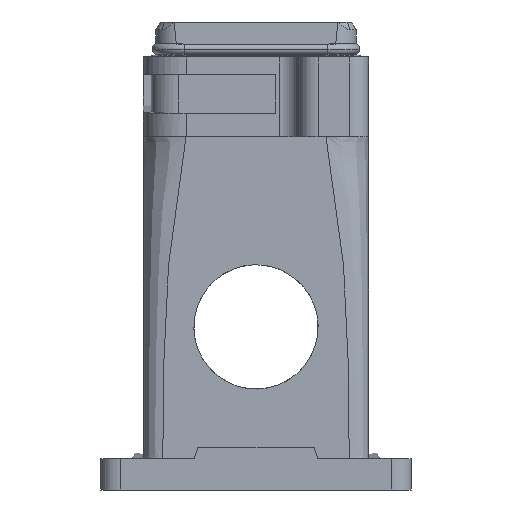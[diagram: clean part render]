
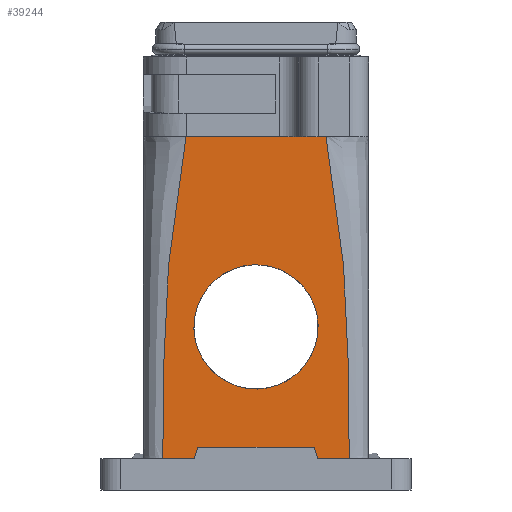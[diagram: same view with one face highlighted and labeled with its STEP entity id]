
A CAD part, front view. The second image highlights one B-rep face of the part: STEP entity #39244.
In plain terms, the highlighted planar face has unit normal (0, -1, 0).
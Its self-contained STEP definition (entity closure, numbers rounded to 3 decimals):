
#2502=AXIS2_PLACEMENT_3D('Circle Axis2P3D',#2500,#2501,$) ;
#2954=AXIS2_PLACEMENT_3D('Circle Axis2P3D',#2952,#2953,$) ;
#39193=AXIS2_PLACEMENT_3D('Plane Axis2P3D',#39190,#39191,#39192) ;
#1985=CARTESIAN_POINT('Vertex',(64.,30.,8.)) ;
#1988=CARTESIAN_POINT('Line Origine',(59.969,30.,8.)) ;
#1992=CARTESIAN_POINT('Vertex',(55.938,30.,8.)) ;
#2210=CARTESIAN_POINT('Vertex',(24.063,30.,8.)) ;
#2213=CARTESIAN_POINT('Line Origine',(20.031,30.,8.)) ;
#2217=CARTESIAN_POINT('Vertex',(16.,30.,8.)) ;
#2497=CARTESIAN_POINT('Vertex',(25.959,30.,49.671)) ;
#2500=CARTESIAN_POINT('Axis2P3D Location',(40.,30.,42.)) ;
#2504=CARTESIAN_POINT('Vertex',(54.041,30.,34.329)) ;
#2765=CARTESIAN_POINT('Line Origine',(24.531,30.,9.5)) ;
#2769=CARTESIAN_POINT('Vertex',(25.,30.,11.)) ;
#2952=CARTESIAN_POINT('Axis2P3D Location',(40.,30.,42.)) ;
#3064=CARTESIAN_POINT('Line Origine',(40.,30.,11.)) ;
#3068=CARTESIAN_POINT('Vertex',(55.,30.,11.)) ;
#14363=CARTESIAN_POINT('Vertex',(22.,30.,91.)) ;
#14368=CARTESIAN_POINT('Line Origine',(40.,30.,91.)) ;
#14372=CARTESIAN_POINT('Vertex',(58.,30.,91.)) ;
#39059=CARTESIAN_POINT('Control Point',(22.,30.,91.)) ;
#39060=CARTESIAN_POINT('Control Point',(22.,30.,90.714)) ;
#39061=CARTESIAN_POINT('Control Point',(22.,30.,90.438)) ;
#39062=CARTESIAN_POINT('Control Point',(21.999,30.,90.182)) ;
#39063=CARTESIAN_POINT('Control Point',(21.995,30.,89.571)) ;
#39064=CARTESIAN_POINT('Control Point',(21.982,30.,88.96)) ;
#39065=CARTESIAN_POINT('Control Point',(21.972,30.,88.638)) ;
#39066=CARTESIAN_POINT('Control Point',(21.889,30.,86.691)) ;
#39067=CARTESIAN_POINT('Control Point',(21.662,30.,84.749)) ;
#39068=CARTESIAN_POINT('Control Point',(21.331,30.,83.131)) ;
#39069=CARTESIAN_POINT('Control Point',(20.696,30.,80.515)) ;
#39070=CARTESIAN_POINT('Control Point',(20.049,30.,77.9)) ;
#39071=CARTESIAN_POINT('Control Point',(19.809,30.,76.874)) ;
#39072=CARTESIAN_POINT('Control Point',(19.525,30.,75.505)) ;
#39073=CARTESIAN_POINT('Control Point',(19.285,30.,74.131)) ;
#39074=CARTESIAN_POINT('Control Point',(19.228,30.,73.787)) ;
#39075=CARTESIAN_POINT('Control Point',(19.12,30.,73.107)) ;
#39076=CARTESIAN_POINT('Control Point',(19.02,30.,72.427)) ;
#39077=CARTESIAN_POINT('Control Point',(18.965,30.,72.045)) ;
#39078=CARTESIAN_POINT('Control Point',(17.978,30.,65.049)) ;
#39079=CARTESIAN_POINT('Control Point',(17.402,30.,58.016)) ;
#39080=CARTESIAN_POINT('Control Point',(16.985,30.,51.276)) ;
#39081=CARTESIAN_POINT('Control Point',(16.384,30.,38.769)) ;
#39082=CARTESIAN_POINT('Control Point',(16.085,30.,26.256)) ;
#39083=CARTESIAN_POINT('Control Point',(16.006,30.,20.443)) ;
#39084=CARTESIAN_POINT('Control Point',(16.,30.,14.487)) ;
#39085=CARTESIAN_POINT('Control Point',(16.,30.,8.532)) ;
#39086=CARTESIAN_POINT('Control Point',(16.,30.,8.374)) ;
#39087=CARTESIAN_POINT('Control Point',(16.,30.,8.197)) ;
#39088=CARTESIAN_POINT('Control Point',(16.,30.,8.)) ;
#39178=CARTESIAN_POINT('Line Origine',(55.469,30.,9.5)) ;
#39190=CARTESIAN_POINT('Axis2P3D Location',(69.,30.,8.)) ;
#39196=CARTESIAN_POINT('Control Point',(58.,30.,91.)) ;
#39197=CARTESIAN_POINT('Control Point',(58.,30.,90.707)) ;
#39198=CARTESIAN_POINT('Control Point',(58.,30.,90.42)) ;
#39199=CARTESIAN_POINT('Control Point',(58.001,30.,90.157)) ;
#39200=CARTESIAN_POINT('Control Point',(58.006,30.,89.545)) ;
#39201=CARTESIAN_POINT('Control Point',(58.02,30.,88.934)) ;
#39202=CARTESIAN_POINT('Control Point',(58.03,30.,88.618)) ;
#39203=CARTESIAN_POINT('Control Point',(58.086,30.,87.387)) ;
#39204=CARTESIAN_POINT('Control Point',(58.201,30.,86.159)) ;
#39205=CARTESIAN_POINT('Control Point',(58.327,30.,85.25)) ;
#39206=CARTESIAN_POINT('Control Point',(58.608,30.,83.663)) ;
#39207=CARTESIAN_POINT('Control Point',(58.964,30.,82.087)) ;
#39208=CARTESIAN_POINT('Control Point',(59.127,30.,81.412)) ;
#39209=CARTESIAN_POINT('Control Point',(59.551,30.,79.704)) ;
#39210=CARTESIAN_POINT('Control Point',(59.979,30.,77.997)) ;
#39211=CARTESIAN_POINT('Control Point',(60.224,30.,76.959)) ;
#39212=CARTESIAN_POINT('Control Point',(60.509,30.,75.575)) ;
#39213=CARTESIAN_POINT('Control Point',(60.747,30.,74.186)) ;
#39214=CARTESIAN_POINT('Control Point',(60.804,30.,73.841)) ;
#39215=CARTESIAN_POINT('Control Point',(60.911,30.,73.155)) ;
#39216=CARTESIAN_POINT('Control Point',(61.011,30.,72.468)) ;
#39217=CARTESIAN_POINT('Control Point',(61.063,30.,72.099)) ;
#39218=CARTESIAN_POINT('Control Point',(62.042,30.,65.089)) ;
#39219=CARTESIAN_POINT('Control Point',(62.611,30.,58.041)) ;
#39220=CARTESIAN_POINT('Control Point',(63.023,30.,51.293)) ;
#39221=CARTESIAN_POINT('Control Point',(63.618,30.,38.778)) ;
#39222=CARTESIAN_POINT('Control Point',(63.916,30.,26.256)) ;
#39223=CARTESIAN_POINT('Control Point',(63.994,30.,20.443)) ;
#39224=CARTESIAN_POINT('Control Point',(64.,30.,14.488)) ;
#39225=CARTESIAN_POINT('Control Point',(64.,30.,8.532)) ;
#39226=CARTESIAN_POINT('Control Point',(64.,30.,8.374)) ;
#39227=CARTESIAN_POINT('Control Point',(64.,30.,8.197)) ;
#39228=CARTESIAN_POINT('Control Point',(64.,30.,8.)) ;
#1989=DIRECTION('Vector Direction',(-1.,0.,0.)) ;
#2214=DIRECTION('Vector Direction',(-1.,0.,0.)) ;
#2501=DIRECTION('Axis2P3D Direction',(0.,1.,0.)) ;
#2766=DIRECTION('Vector Direction',(0.298,0.,0.954)) ;
#2953=DIRECTION('Axis2P3D Direction',(0.,1.,0.)) ;
#3065=DIRECTION('Vector Direction',(1.,0.,0.)) ;
#14369=DIRECTION('Vector Direction',(-1.,0.,0.)) ;
#39179=DIRECTION('Vector Direction',(-0.298,0.,0.954)) ;
#39191=DIRECTION('Axis2P3D Direction',(0.,1.,0.)) ;
#39192=DIRECTION('Axis2P3D XDirection',(-1.,0.,0.)) ;
#1990=VECTOR('Line Direction',#1989,1.) ;
#2215=VECTOR('Line Direction',#2214,1.) ;
#2767=VECTOR('Line Direction',#2766,1.) ;
#3066=VECTOR('Line Direction',#3065,1.) ;
#14370=VECTOR('Line Direction',#14369,1.) ;
#39180=VECTOR('Line Direction',#39179,1.) ;
#39231=ORIENTED_EDGE('',*,*,#39229,.T.) ;
#39232=ORIENTED_EDGE('',*,*,#14374,.F.) ;
#39233=ORIENTED_EDGE('',*,*,#39089,.F.) ;
#39234=ORIENTED_EDGE('',*,*,#2219,.T.) ;
#39235=ORIENTED_EDGE('',*,*,#2771,.T.) ;
#39236=ORIENTED_EDGE('',*,*,#3070,.T.) ;
#39237=ORIENTED_EDGE('',*,*,#39182,.F.) ;
#39238=ORIENTED_EDGE('',*,*,#1994,.T.) ;
#39241=ORIENTED_EDGE('',*,*,#2956,.T.) ;
#39242=ORIENTED_EDGE('',*,*,#2506,.T.) ;
#39243=FACE_BOUND('',#39240,.T.) ;
#39244=ADVANCED_FACE('Housing',(#39239,#39243),#39194,.F.) ;
#39058=B_SPLINE_CURVE_WITH_KNOTS('',5,(#39059,#39060,#39061,#39062,#39063,#39064,#39065,#39066,#39067,#39068,#39069,#39070,#39071,#39072,#39073,#39074,#39075,#39076,#39077,#39078,#39079,#39080,#39081,#39082,#39083,#39084,#39085,#39086,#39087,#39088),.UNSPECIFIED.,.F.,.U.,(6,3,3,3,3,3,3,3,3,6),(28.754,31.261,34.048,48.131,57.148,60.155,63.082,121.141,171.47,172.719),.UNSPECIFIED.) ;
#39195=B_SPLINE_CURVE_WITH_KNOTS('',5,(#39196,#39197,#39198,#39199,#39200,#39201,#39202,#39203,#39204,#39205,#39206,#39207,#39208,#39209,#39210,#39211,#39212,#39213,#39214,#39215,#39216,#39217,#39218,#39219,#39220,#39221,#39222,#39223,#39224,#39225,#39226,#39227,#39228),.UNSPECIFIED.,.F.,.U.,(6,3,3,3,3,3,3,3,3,3,6),(28.753,31.308,34.048,41.968,47.928,57.056,60.076,63.046,121.177,171.506,172.756),.UNSPECIFIED.) ;
#2503=CIRCLE('generated circle',#2502,16.) ;
#2955=CIRCLE('generated circle',#2954,16.) ;
#1994=EDGE_CURVE('',#1993,#1986,#1991,.F.) ;
#2219=EDGE_CURVE('',#2218,#2211,#2216,.F.) ;
#2506=EDGE_CURVE('',#2505,#2498,#2503,.T.) ;
#2771=EDGE_CURVE('',#2211,#2770,#2768,.T.) ;
#2956=EDGE_CURVE('',#2498,#2505,#2955,.T.) ;
#3070=EDGE_CURVE('',#2770,#3069,#3067,.T.) ;
#14374=EDGE_CURVE('',#14364,#14373,#14371,.F.) ;
#39089=EDGE_CURVE('',#2218,#14364,#39058,.F.) ;
#39182=EDGE_CURVE('',#1993,#3069,#39181,.T.) ;
#39229=EDGE_CURVE('',#1986,#14373,#39195,.F.) ;
#39230=EDGE_LOOP('',(#39231,#39232,#39233,#39234,#39235,#39236,#39237,#39238)) ;
#39240=EDGE_LOOP('',(#39241,#39242)) ;
#39239=FACE_OUTER_BOUND('',#39230,.T.) ;
#1991=LINE('Line',#1988,#1990) ;
#2216=LINE('Line',#2213,#2215) ;
#2768=LINE('Line',#2765,#2767) ;
#3067=LINE('Line',#3064,#3066) ;
#14371=LINE('Line',#14368,#14370) ;
#39181=LINE('Line',#39178,#39180) ;
#39194=PLANE('',#39193) ;
#1986=VERTEX_POINT('',#1985) ;
#1993=VERTEX_POINT('',#1992) ;
#2211=VERTEX_POINT('',#2210) ;
#2218=VERTEX_POINT('',#2217) ;
#2498=VERTEX_POINT('',#2497) ;
#2505=VERTEX_POINT('',#2504) ;
#2770=VERTEX_POINT('',#2769) ;
#3069=VERTEX_POINT('',#3068) ;
#14364=VERTEX_POINT('',#14363) ;
#14373=VERTEX_POINT('',#14372) ;
